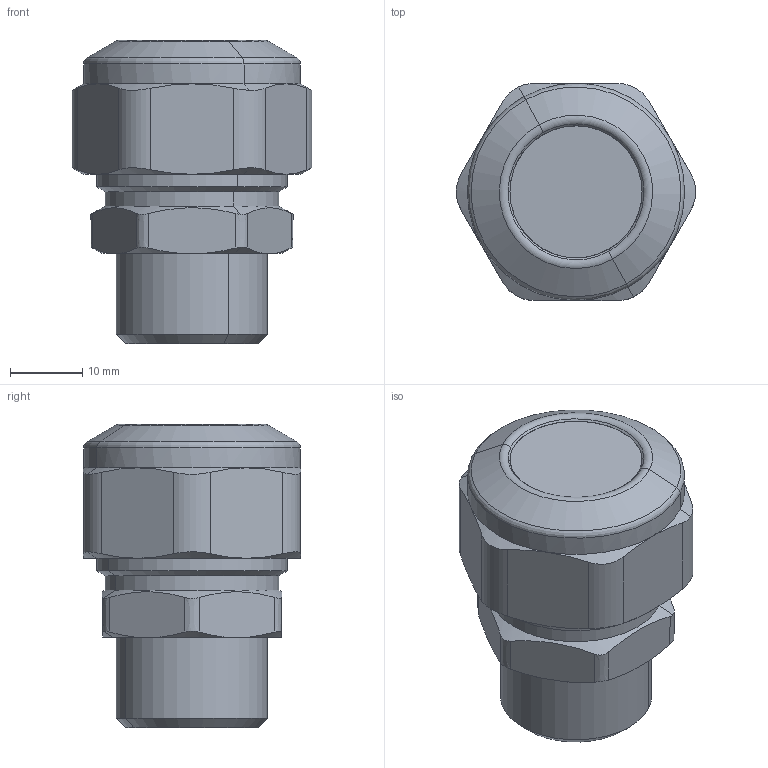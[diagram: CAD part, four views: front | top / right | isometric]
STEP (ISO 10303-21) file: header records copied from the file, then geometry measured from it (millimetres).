
FILE_DESCRIPTION(('CATIA V5 STEP Exchange','CAx-IF Rec.Pracs.--- Model Styling and Organization---1.5--- 2016-08-15','CAx-IF Rec.Pracs.---Supplemental Geometry---1.0---2011-11-01','CAx-IF Rec.Pracs.--- Composite Materials ---3.4---2017-06-13','CAx-IF Rec.Pracs.---Tessellated 3D Geometry---1.0---2015-12-17'),'2;1');
FILE_NAME('STEP_904418_-_TST.stp','2025-07-15T13:38:31+00:00',('none'),('none'),'CATIA Version 5-6 Release 2020 SP5','CATIA V5 STEP AP242 v2','none');
FILE_SCHEMA(('AP242_MANAGED_MODEL_BASED_3D_ENGINEERING_MIM_LF {1 0 10303 442 1 1 4}'));
Length unit declared in the file: millimetre
Products named in the file (1): 904418 - TST
Bounding box: 33.08 x 30 x 41.9 mm (x, y, z)
Volume: 22977.9 mm3; surface area: 4837.8 mm2
Topology: 1 solids, 1 shells, 76 faces, 186 edges, 114 vertices
Faces by surface type: cone 40, cylinder 16, plane 16, torus 4
Entity records: 2245 total; most frequent: CARTESIAN_POINT 727, ORIENTED_EDGE 372, DIRECTION 200, EDGE_CURVE 186, VERTEX_POINT 114, AXIS2_PLACEMENT_3D 101, EDGE_LOOP 78, ADVANCED_FACE 76
